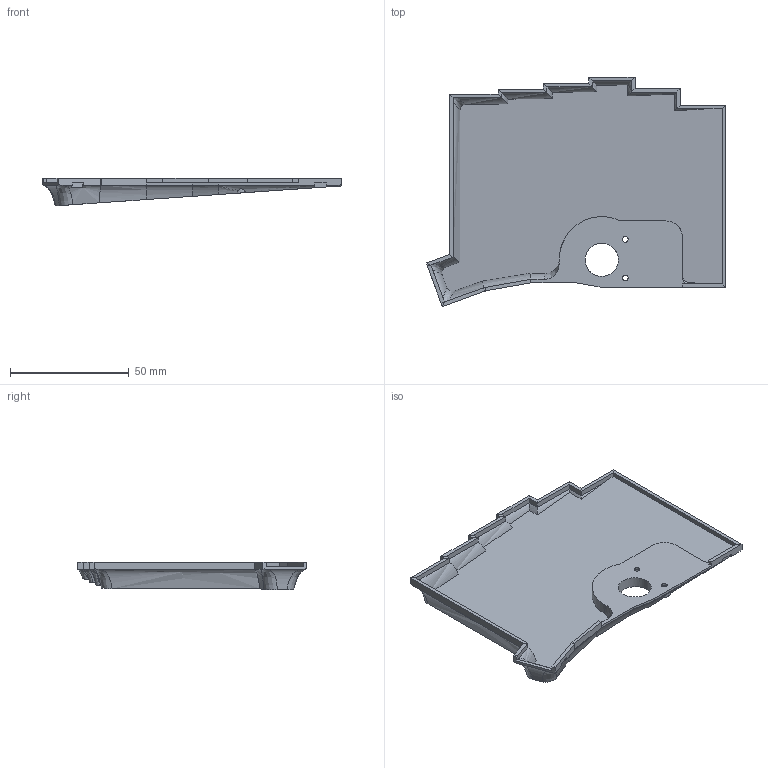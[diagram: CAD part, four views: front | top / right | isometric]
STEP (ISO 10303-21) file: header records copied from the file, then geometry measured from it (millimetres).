
FILE_DESCRIPTION(('HOOPS Exchange Step'),'2;1');
FILE_NAME('bottom_R_test_3.stp','2024-12-11T16:49:48+09:00',('masaki'),('Unknown organisation'),'HOOPS Exchange 2024.2','HOOPS Exchange','Unknown authorisation');
FILE_SCHEMA( ('AP203_CONFIGURATION_CONTROLLED_3D_DESIGN_OF_MECHANICAL_PARTS_AND_ASSEMBLIES_MIM_LF') );
Length unit declared in the file: millimetre
Products named in the file (1): R_bottom
Bounding box: 125.94 x 96.47 x 11.73 mm (x, y, z)
Volume: 20026 mm3; surface area: 23920.5 mm2
Topology: 1 solids, 1 shells, 157 faces, 403 edges, 249 vertices
Faces by surface type: plane 88, bspline 61, cylinder 8
Full cylindrical faces by diameter (mm): 2.4 x2, 4 x2, 13.999 x1
Entity records: 14300 total; most frequent: CARTESIAN_POINT 10993, ORIENTED_EDGE 806, DIRECTION 449, EDGE_CURVE 403, VERTEX_POINT 249, VECTOR 219, LINE 219, B_SPLINE_CURVE_WITH_KNOTS 166
